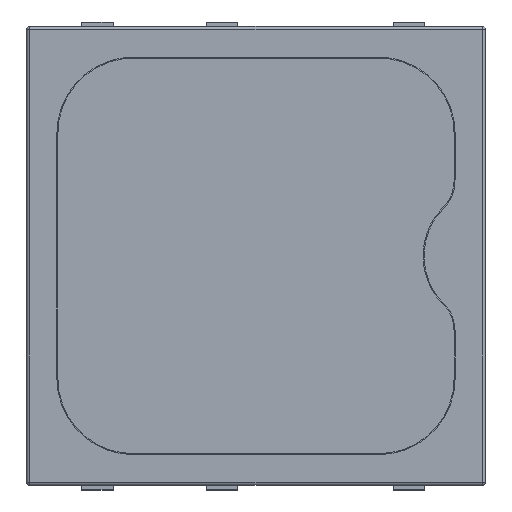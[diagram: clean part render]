
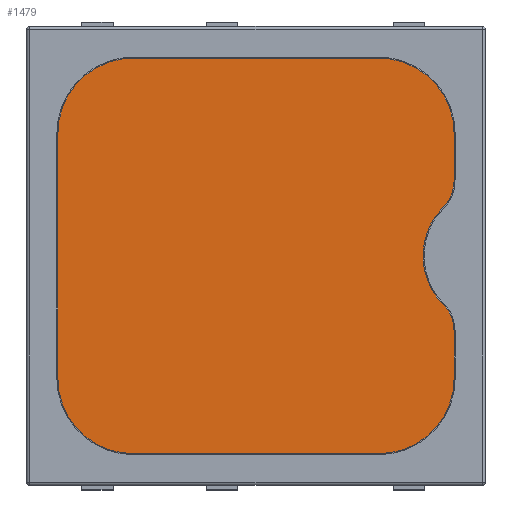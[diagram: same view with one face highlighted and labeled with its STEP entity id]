
A CAD part, top view. The second image highlights one B-rep face of the part: STEP entity #1479.
In plain terms, the highlighted planar face has unit normal (0, 0, 1).
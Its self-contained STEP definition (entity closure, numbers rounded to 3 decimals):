
#33=PLANE('',#1597);
#137=FACE_OUTER_BOUND('',#227,.T.);
#227=EDGE_LOOP('',(#1061,#1062,#1063,#1064,#1065,#1066,#1067,#1068,#1069,
#1070,#1071));
#316=B_SPLINE_CURVE_WITH_KNOTS('',3,(#2226,#2227,#2228,#2229,#2230,#2231,
#2232,#2233,#2234),.UNSPECIFIED.,.F.,.F.,(4,1,1,1,1,1,4),(0.,
0.01,0.016,0.024,0.031,
0.043,0.055),.UNSPECIFIED.);
#318=B_SPLINE_CURVE_WITH_KNOTS('',3,(#2306,#2307,#2308,#2309,#2310,#2311,
#2312,#2313,#2314),.UNSPECIFIED.,.F.,.F.,(4,1,1,1,1,1,4),(0.,
0.012,0.024,0.031,0.039,
0.045,0.055),.UNSPECIFIED.);
#324=CIRCLE('',#1576,0.494);
#328=CIRCLE('',#1582,0.494);
#332=CIRCLE('',#1588,0.494);
#336=CIRCLE('',#1594,0.494);
#379=LINE('',#2154,#525);
#380=LINE('',#2329,#526);
#382=LINE('',#2341,#528);
#384=LINE('',#2353,#530);
#386=LINE('',#2362,#532);
#525=VECTOR('',#1721,0.02);
#526=VECTOR('',#1734,0.02);
#528=VECTOR('',#1748,0.02);
#530=VECTOR('',#1762,0.02);
#532=VECTOR('',#1774,0.02);
#672=VERTEX_POINT('',#2151);
#673=VERTEX_POINT('',#2153);
#675=VERTEX_POINT('',#2225);
#677=VERTEX_POINT('',#2305);
#679=VERTEX_POINT('',#2321);
#681=VERTEX_POINT('',#2327);
#683=VERTEX_POINT('',#2333);
#685=VERTEX_POINT('',#2339);
#687=VERTEX_POINT('',#2345);
#689=VERTEX_POINT('',#2351);
#691=VERTEX_POINT('',#2357);
#806=EDGE_CURVE('',#672,#673,#379,.T.);
#809=EDGE_CURVE('',#673,#675,#316,.T.);
#812=EDGE_CURVE('',#675,#677,#318,.T.);
#815=EDGE_CURVE('',#679,#672,#324,.T.);
#818=EDGE_CURVE('',#681,#679,#380,.T.);
#821=EDGE_CURVE('',#683,#681,#328,.T.);
#824=EDGE_CURVE('',#685,#683,#382,.T.);
#827=EDGE_CURVE('',#687,#685,#332,.T.);
#830=EDGE_CURVE('',#689,#687,#384,.T.);
#833=EDGE_CURVE('',#691,#689,#336,.T.);
#835=EDGE_CURVE('',#677,#691,#386,.T.);
#1061=ORIENTED_EDGE('',*,*,#806,.F.);
#1062=ORIENTED_EDGE('',*,*,#815,.F.);
#1063=ORIENTED_EDGE('',*,*,#818,.F.);
#1064=ORIENTED_EDGE('',*,*,#821,.F.);
#1065=ORIENTED_EDGE('',*,*,#824,.F.);
#1066=ORIENTED_EDGE('',*,*,#827,.F.);
#1067=ORIENTED_EDGE('',*,*,#830,.F.);
#1068=ORIENTED_EDGE('',*,*,#833,.F.);
#1069=ORIENTED_EDGE('',*,*,#835,.F.);
#1070=ORIENTED_EDGE('',*,*,#812,.F.);
#1071=ORIENTED_EDGE('',*,*,#809,.F.);
#1479=ADVANCED_FACE('',(#137),#33,.T.);
#1576=AXIS2_PLACEMENT_3D('',#2323,#1726,#1727);
#1582=AXIS2_PLACEMENT_3D('',#2335,#1740,#1741);
#1588=AXIS2_PLACEMENT_3D('',#2347,#1754,#1755);
#1594=AXIS2_PLACEMENT_3D('',#2359,#1768,#1769);
#1597=AXIS2_PLACEMENT_3D('',#2364,#1776,#1777);
#1721=DIRECTION('',(0.,-1.,0.));
#1726=DIRECTION('center_axis',(0.,0.,-1.));
#1727=DIRECTION('ref_axis',(-1.,0.,0.));
#1734=DIRECTION('',(1.,0.,0.));
#1740=DIRECTION('center_axis',(0.,0.,-1.));
#1741=DIRECTION('ref_axis',(0.,-1.,0.));
#1748=DIRECTION('',(0.,1.,0.));
#1754=DIRECTION('center_axis',(0.,0.,-1.));
#1755=DIRECTION('ref_axis',(1.,0.,0.));
#1762=DIRECTION('',(-1.,0.,0.));
#1768=DIRECTION('center_axis',(0.,0.,-1.));
#1769=DIRECTION('ref_axis',(0.,1.,0.));
#1774=DIRECTION('',(0.,-1.,0.));
#1776=DIRECTION('center_axis',(0.,0.,1.));
#1777=DIRECTION('ref_axis',(1.,0.,0.));
#2151=CARTESIAN_POINT('',(1.296,0.8,0.802));
#2153=CARTESIAN_POINT('',(1.296,0.496,0.802));
#2154=CARTESIAN_POINT('',(1.296,0.8,0.802));
#2225=CARTESIAN_POINT('',(1.094,0.,0.802));
#2226=CARTESIAN_POINT('Ctrl Pts',(1.296,0.496,0.802));
#2227=CARTESIAN_POINT('Ctrl Pts',(1.294,0.464,0.802));
#2228=CARTESIAN_POINT('Ctrl Pts',(1.288,0.411,0.802));
#2229=CARTESIAN_POINT('Ctrl Pts',(1.25,0.34,0.802));
#2230=CARTESIAN_POINT('Ctrl Pts',(1.197,0.291,0.802));
#2231=CARTESIAN_POINT('Ctrl Pts',(1.141,0.217,0.802));
#2232=CARTESIAN_POINT('Ctrl Pts',(1.105,0.117,0.802));
#2233=CARTESIAN_POINT('Ctrl Pts',(1.091,0.039,0.802));
#2234=CARTESIAN_POINT('Ctrl Pts',(1.094,0.,
0.802));
#2305=CARTESIAN_POINT('',(1.296,-0.496,0.802));
#2306=CARTESIAN_POINT('Ctrl Pts',(1.094,0.,
0.802));
#2307=CARTESIAN_POINT('Ctrl Pts',(1.091,-0.039,
0.802));
#2308=CARTESIAN_POINT('Ctrl Pts',(1.105,-0.117,0.802));
#2309=CARTESIAN_POINT('Ctrl Pts',(1.141,-0.217,0.802));
#2310=CARTESIAN_POINT('Ctrl Pts',(1.197,-0.29,0.802));
#2311=CARTESIAN_POINT('Ctrl Pts',(1.25,-0.34,0.802));
#2312=CARTESIAN_POINT('Ctrl Pts',(1.288,-0.411,0.802));
#2313=CARTESIAN_POINT('Ctrl Pts',(1.294,-0.464,0.802));
#2314=CARTESIAN_POINT('Ctrl Pts',(1.296,-0.496,0.802));
#2321=CARTESIAN_POINT('',(0.802,1.294,0.802));
#2323=CARTESIAN_POINT('Origin',(0.802,0.8,0.802));
#2327=CARTESIAN_POINT('',(-0.802,1.294,0.802));
#2329=CARTESIAN_POINT('',(-0.802,1.294,0.802));
#2333=CARTESIAN_POINT('',(-1.296,0.8,0.802));
#2335=CARTESIAN_POINT('Origin',(-0.802,0.8,0.802));
#2339=CARTESIAN_POINT('',(-1.296,-0.8,0.802));
#2341=CARTESIAN_POINT('',(-1.296,-0.8,0.802));
#2345=CARTESIAN_POINT('',(-0.802,-1.294,0.802));
#2347=CARTESIAN_POINT('Origin',(-0.802,-0.8,0.802));
#2351=CARTESIAN_POINT('',(0.802,-1.294,0.802));
#2353=CARTESIAN_POINT('',(0.802,-1.294,0.802));
#2357=CARTESIAN_POINT('',(1.296,-0.8,0.802));
#2359=CARTESIAN_POINT('Origin',(0.802,-0.8,0.802));
#2362=CARTESIAN_POINT('',(1.296,0.8,0.802));
#2364=CARTESIAN_POINT('Origin',(0.,0.,
0.802));
